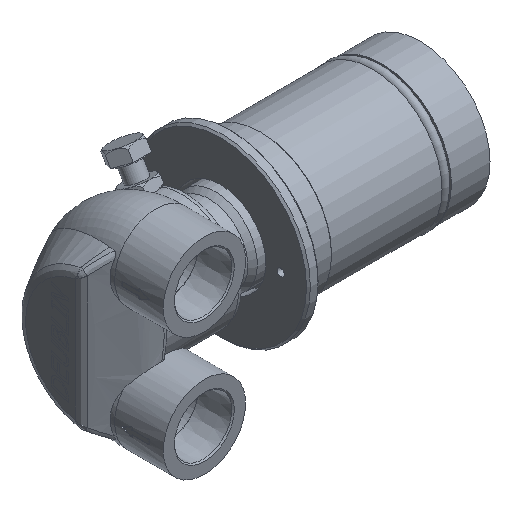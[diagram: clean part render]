
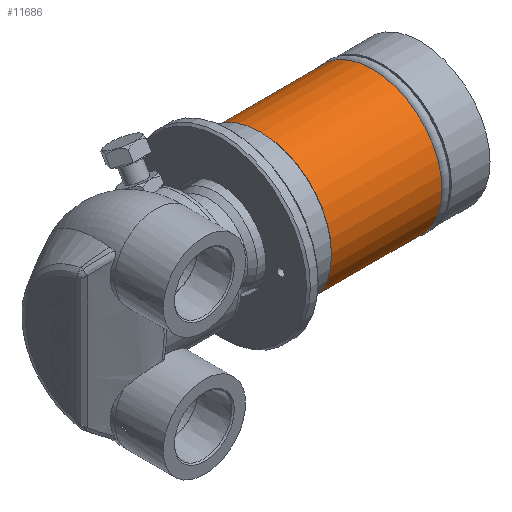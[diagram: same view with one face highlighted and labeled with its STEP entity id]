
A CAD part, isometric view. The second image highlights one B-rep face of the part: STEP entity #11686.
In plain terms, the highlighted cylindrical face has radius 28.75 mm (diameter 57.5 mm), a full revolution.
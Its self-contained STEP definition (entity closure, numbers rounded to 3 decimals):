
#2073=LINE('',#23100,#3010);
#3010=VECTOR('',#14655,28.75);
#3060=CYLINDRICAL_SURFACE('',#12375,28.75);
#4023=FACE_OUTER_BOUND('',#4721,.T.);
#4721=EDGE_LOOP('',(#10968,#10969,#10970,#10971,#10972,#10973));
#4951=CIRCLE('',#12373,28.75);
#4952=CIRCLE('',#12374,28.75);
#4953=CIRCLE('',#12376,28.75);
#4954=CIRCLE('',#12377,28.75);
#6064=VERTEX_POINT('',#23090);
#6065=VERTEX_POINT('',#23092);
#6066=VERTEX_POINT('',#23096);
#6067=VERTEX_POINT('',#23097);
#7711=EDGE_CURVE('',#6065,#6064,#4951,.T.);
#7712=EDGE_CURVE('',#6064,#6065,#4952,.T.);
#7713=EDGE_CURVE('',#6066,#6067,#4953,.T.);
#7714=EDGE_CURVE('',#6067,#6066,#4954,.T.);
#7715=EDGE_CURVE('',#6067,#6064,#2073,.T.);
#10968=ORIENTED_EDGE('',*,*,#7713,.F.);
#10969=ORIENTED_EDGE('',*,*,#7714,.F.);
#10970=ORIENTED_EDGE('',*,*,#7715,.T.);
#10971=ORIENTED_EDGE('',*,*,#7712,.T.);
#10972=ORIENTED_EDGE('',*,*,#7711,.T.);
#10973=ORIENTED_EDGE('',*,*,#7715,.F.);
#11686=ADVANCED_FACE('',(#4023),#3060,.T.);
#12373=AXIS2_PLACEMENT_3D('',#23093,#14645,#14646);
#12374=AXIS2_PLACEMENT_3D('',#23094,#14647,#14648);
#12375=AXIS2_PLACEMENT_3D('',#23095,#14649,#14650);
#12376=AXIS2_PLACEMENT_3D('',#23098,#14651,#14652);
#12377=AXIS2_PLACEMENT_3D('',#23099,#14653,#14654);
#14645=DIRECTION('center_axis',(1.,0.,0.));
#14646=DIRECTION('ref_axis',(0.,1.,0.));
#14647=DIRECTION('center_axis',(1.,0.,0.));
#14648=DIRECTION('ref_axis',(0.,1.,0.));
#14649=DIRECTION('center_axis',(1.,0.,0.));
#14650=DIRECTION('ref_axis',(0.,1.,0.));
#14651=DIRECTION('center_axis',(1.,0.,0.));
#14652=DIRECTION('ref_axis',(0.,1.,0.));
#14653=DIRECTION('center_axis',(1.,0.,0.));
#14654=DIRECTION('ref_axis',(0.,1.,0.));
#14655=DIRECTION('',(-1.,0.,0.));
#23090=CARTESIAN_POINT('',(17.2,-28.75,0.));
#23092=CARTESIAN_POINT('',(17.2,28.75,0.));
#23093=CARTESIAN_POINT('Origin',(17.2,0.,0.));
#23094=CARTESIAN_POINT('Origin',(17.2,0.,0.));
#23095=CARTESIAN_POINT('Origin',(40.,0.,0.));
#23096=CARTESIAN_POINT('',(62.8,28.75,0.));
#23097=CARTESIAN_POINT('',(62.8,-28.75,0.));
#23098=CARTESIAN_POINT('Origin',(62.8,0.,0.));
#23099=CARTESIAN_POINT('Origin',(62.8,0.,0.));
#23100=CARTESIAN_POINT('',(40.,-28.75,0.));
